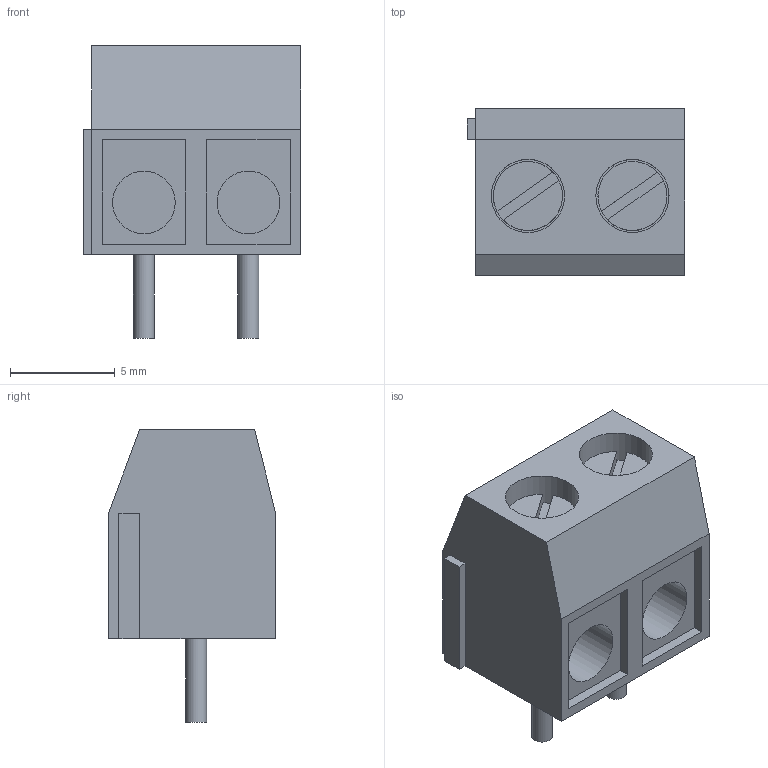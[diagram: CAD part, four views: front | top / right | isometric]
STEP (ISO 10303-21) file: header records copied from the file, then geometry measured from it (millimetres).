
FILE_DESCRIPTION(('FreeCAD Model'),'2;1');
FILE_NAME('Open CASCADE Shape Model','2024-12-27T11:39:09',(''),(''), 'Open CASCADE STEP processor 7.8','FreeCAD','Unknown');
FILE_SCHEMA(('AUTOMOTIVE_DESIGN { 1 0 10303 214 1 1 1 1 }'));
Length unit declared in the file: millimetre
Products named in the file (4): screw-terminal; terminal-case; terminal-inserts; terminal
Assembly tree (4 placements, depth 3):
  screw-terminal
    terminal-case
    terminal-inserts
      terminal  x2
Bounding box: 10.4 x 8 x 14 mm (x, y, z)
Volume: 616.7 mm3; surface area: 1379.1 mm2
Topology: 3 solids, 3 shells, 64 faces, 150 edges, 100 vertices
Faces by surface type: plane 52, cylinder 12
Full cylindrical faces by diameter (mm): 1 x4, 3 x2, 3.3 x4, 3.5 x2
Entity records: 1482 total; most frequent: CARTESIAN_POINT 242, DIRECTION 238, ORIENTED_EDGE 228, EDGE_CURVE 114, LINE 94, VECTOR 94, VERTEX_POINT 76, AXIS2_PLACEMENT_3D 72
